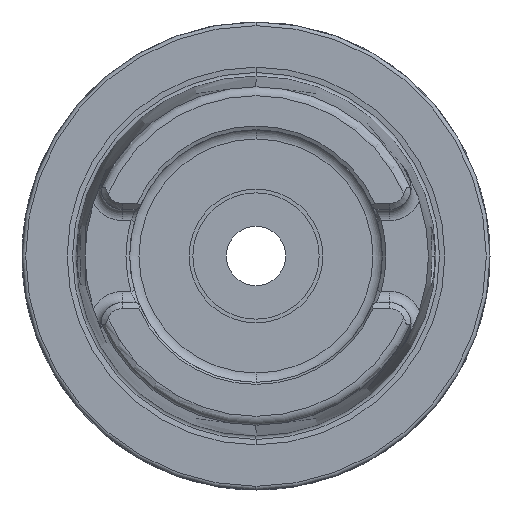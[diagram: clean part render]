
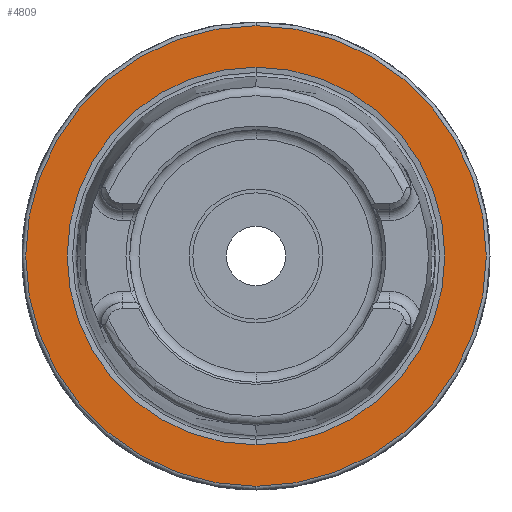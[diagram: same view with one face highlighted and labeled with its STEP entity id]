
A CAD part, left-side view. The second image highlights one B-rep face of the part: STEP entity #4809.
In plain terms, the highlighted planar face has unit normal (-1, 0, 0).
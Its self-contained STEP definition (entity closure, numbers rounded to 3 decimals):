
#1322=CARTESIAN_POINT('',(0.,0.,0.));
#1323=DIRECTION('',(1.,0.,0.));
#1324=DIRECTION('',(0.,0.,-1.));
#1325=AXIS2_PLACEMENT_3D('',#1322,#1323,#1324);
#1327=CARTESIAN_POINT('',(0.,0.,0.));
#1328=DIRECTION('',(1.,0.,0.));
#1329=DIRECTION('',(0.,0.,1.));
#1330=AXIS2_PLACEMENT_3D('',#1327,#1328,#1329);
#1332=CARTESIAN_POINT('',(0.,0.,0.));
#1333=DIRECTION('',(-1.,0.,0.));
#1334=DIRECTION('',(0.,0.,1.));
#1335=AXIS2_PLACEMENT_3D('',#1332,#1333,#1334);
#1337=CARTESIAN_POINT('',(0.,0.,0.));
#1338=DIRECTION('',(-1.,0.,0.));
#1339=DIRECTION('',(0.,0.,-1.));
#1340=AXIS2_PLACEMENT_3D('',#1337,#1338,#1339);
#2777=CARTESIAN_POINT('',(0.,0.,-25.42));
#2778=CARTESIAN_POINT('',(0.,0.,25.42));
#2779=VERTEX_POINT('',#2777);
#2780=VERTEX_POINT('',#2778);
#3106=CARTESIAN_POINT('',(0.,0.,31.));
#3107=CARTESIAN_POINT('',(0.,0.,-31.));
#3108=VERTEX_POINT('',#3106);
#3109=VERTEX_POINT('',#3107);
#4793=CARTESIAN_POINT('',(0.,0.,0.));
#4794=DIRECTION('',(1.,0.,0.));
#4795=DIRECTION('',(0.,0.,1.));
#4796=AXIS2_PLACEMENT_3D('',#4793,#4794,#4795);
#4797=PLANE('',#4796);
#4798=ORIENTED_EDGE('',*,*,#4783,.F.);
#4800=ORIENTED_EDGE('',*,*,#4799,.F.);
#4801=EDGE_LOOP('',(#4798,#4800));
#4802=FACE_OUTER_BOUND('',#4801,.F.);
#4804=ORIENTED_EDGE('',*,*,#4803,.F.);
#4806=ORIENTED_EDGE('',*,*,#4805,.F.);
#4807=EDGE_LOOP('',(#4804,#4806));
#4808=FACE_BOUND('',#4807,.F.);
#4809=ADVANCED_FACE('',(#4802,#4808),#4797,.F.);
#1326=CIRCLE('',#1325,25.42);
#1331=CIRCLE('',#1330,25.42);
#1336=CIRCLE('',#1335,31.);
#1341=CIRCLE('',#1340,31.);
#4783=EDGE_CURVE('',#3108,#3109,#1336,.T.);
#4799=EDGE_CURVE('',#3109,#3108,#1341,.T.);
#4803=EDGE_CURVE('',#2779,#2780,#1326,.T.);
#4805=EDGE_CURVE('',#2780,#2779,#1331,.T.);
